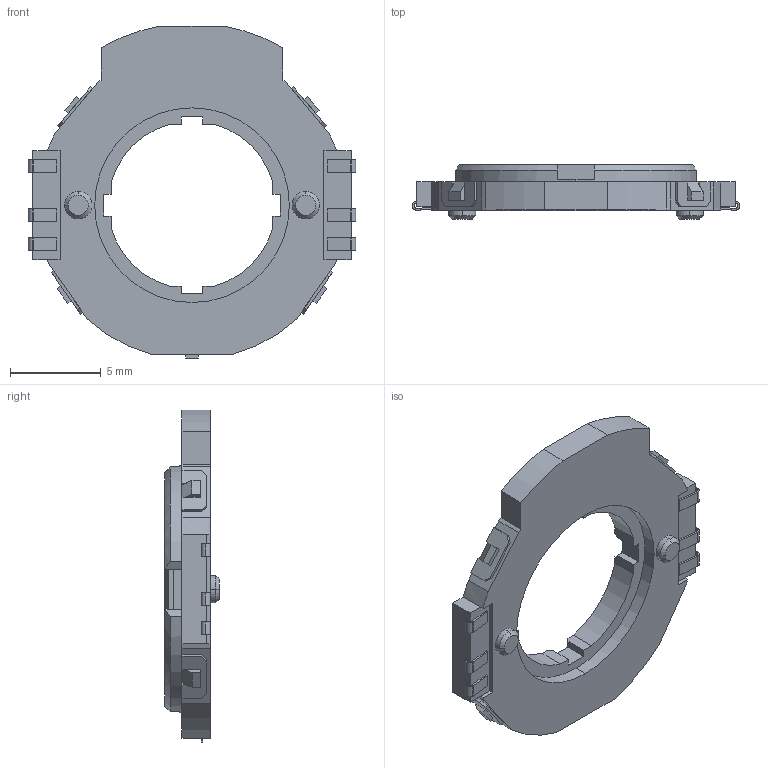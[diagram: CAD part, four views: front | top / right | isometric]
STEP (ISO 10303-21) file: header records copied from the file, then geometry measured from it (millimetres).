
FILE_DESCRIPTION(('STEP AP203'),'1');
FILE_NAME('srgp400200.stp','2021-07-13T08:05:09',('TraceParts'),('TraceParts S.A.'),'Spatial InterOp 3D',' ',' ');
FILE_SCHEMA(('CONFIG_CONTROL_DESIGN'));
Length unit declared in the file: millimetre
Products named in the file (1): 1
Bounding box: 18 x 3 x 18.25 mm (x, y, z)
Volume: 318.1 mm3; surface area: 596.5 mm2
Topology: 1 solids, 1 shells, 244 faces, 674 edges, 438 vertices
Faces by surface type: plane 176, cylinder 58, cone 10
Entity records: 7774 total; most frequent: CARTESIAN_POINT 1383, ORIENTED_EDGE 1348, DIRECTION 1284, EDGE_CURVE 674, LINE 534, VECTOR 534, VERTEX_POINT 438, AXIS2_PLACEMENT_3D 375
